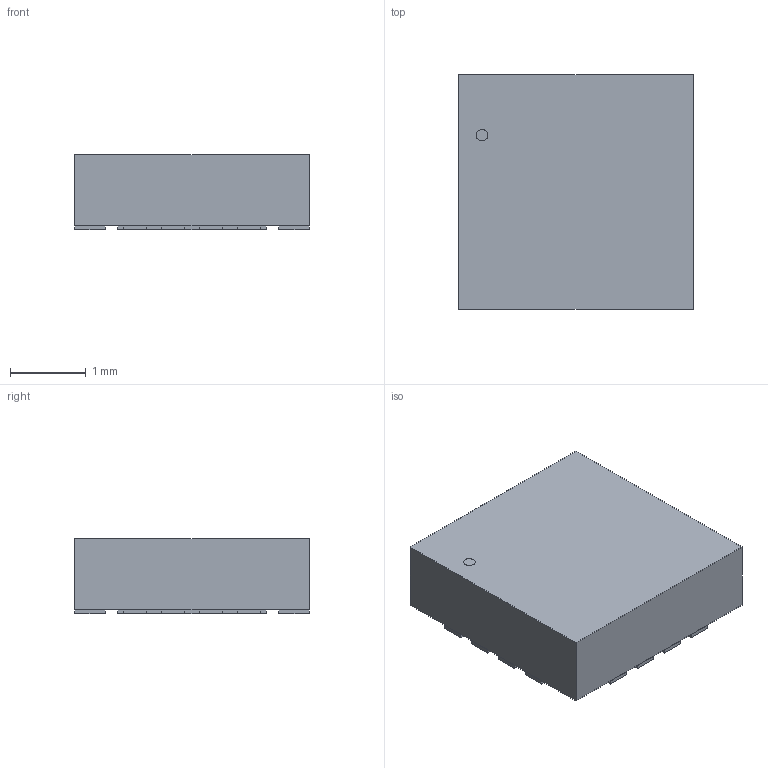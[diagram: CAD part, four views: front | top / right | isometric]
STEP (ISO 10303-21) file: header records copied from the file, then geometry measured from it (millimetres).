
FILE_DESCRIPTION(('STEP AP214'),'1');
FILE_NAME('QFN16_3X3_ADI','2026-02-23T07:01:51',(''),(''),'','','');
FILE_SCHEMA(('AUTOMOTIVE_DESIGN'));
Length unit declared in the file: millimetre
Products named in the file (1): product
Bounding box: 3.1 x 3.1 x 0.99 mm (x, y, z)
Volume: 9.3 mm3; surface area: 44 mm2
Topology: 19 solids, 19 shells, 111 faces, 219 edges, 146 vertices
Faces by surface type: plane 110, cylinder 1
Full cylindrical faces by diameter (mm): 0.155 x1
Entity records: 2821 total; most frequent: DIRECTION 446, ORIENTED_EDGE 436, CARTESIAN_POINT 261, EDGE_CURVE 218, LINE 216, VECTOR 216, VERTEX_POINT 146, AXIS2_PLACEMENT_3D 115
